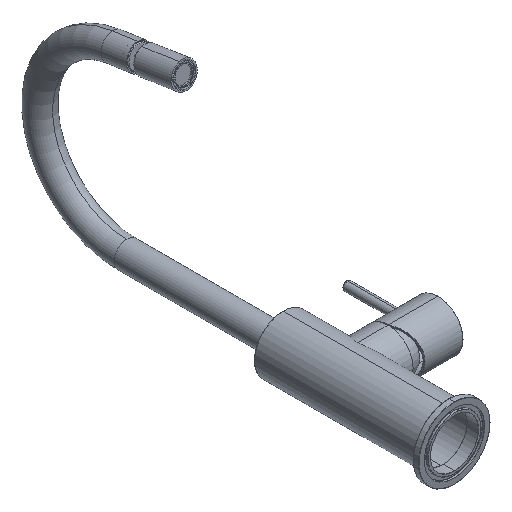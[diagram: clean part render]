
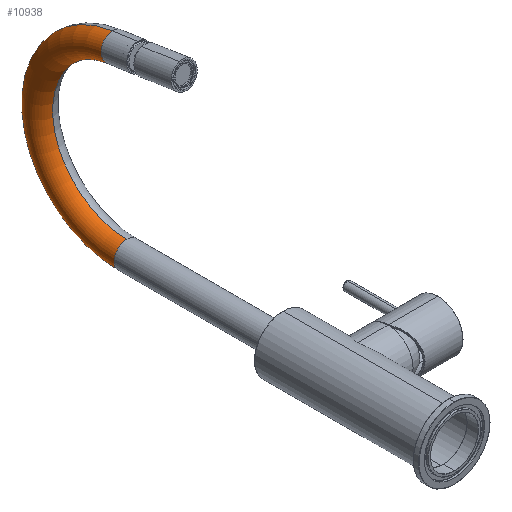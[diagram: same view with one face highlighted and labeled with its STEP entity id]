
A CAD part, isometric view. The second image highlights one B-rep face of the part: STEP entity #10938.
In plain terms, the highlighted toroidal (fillet/blend) face has major radius 61 mm and minor radius 9 mm.
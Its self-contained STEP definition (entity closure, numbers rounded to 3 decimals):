
#22 = EDGE_CURVE ( 'NONE', #12157, #3634, #8082, .T. ) ;
#343 = CIRCLE ( 'NONE', #8124, 52. ) ;
#368 = VERTEX_POINT ( 'NONE', #5411 ) ;
#471 = CARTESIAN_POINT ( 'NONE',  ( -61., 110., 0. ) ) ;
#812 = VERTEX_POINT ( 'NONE', #6741 ) ;
#1655 = DIRECTION ( 'NONE',  ( -0.147, -0.989, 0. ) ) ;
#1795 = CARTESIAN_POINT ( 'NONE',  ( 9., 110., 0. ) ) ;
#1994 = ORIENTED_EDGE ( 'NONE', *, *, #8774, .T. ) ;
#2005 = DIRECTION ( 'NONE',  ( -1., 0., 0. ) ) ;
#2126 = AXIS2_PLACEMENT_3D ( 'NONE', #471, #5353, #10175 ) ;
#2253 = CARTESIAN_POINT ( 'NONE',  ( 0., 110., 0. ) ) ;
#2565 = CIRCLE ( 'NONE', #4374, 9. ) ;
#2882 = CIRCLE ( 'NONE', #7870, 9. ) ;
#3200 = DIRECTION ( 'NONE',  ( 0., 0., 1. ) ) ;
#3479 = AXIS2_PLACEMENT_3D ( 'NONE', #11495, #5802, #11621 ) ;
#3634 = VERTEX_POINT ( 'NONE', #5186 ) ;
#3675 = CARTESIAN_POINT ( 'NONE',  ( -61., 110., 0. ) ) ;
#3737 = DIRECTION ( 'NONE',  ( -1., 0., 0. ) ) ;
#3808 = DIRECTION ( 'NONE',  ( 0., 0., -1. ) ) ;
#3899 = ORIENTED_EDGE ( 'NONE', *, *, #4955, .F. ) ;
#4374 = AXIS2_PLACEMENT_3D ( 'NONE', #2253, #9009, #3200 ) ;
#4955 = EDGE_CURVE ( 'NONE', #812, #368, #2882, .T. ) ;
#5186 = CARTESIAN_POINT ( 'NONE',  ( 0., 110., -9. ) ) ;
#5252 = CARTESIAN_POINT ( 'NONE',  ( -9., 110., 0. ) ) ;
#5353 = DIRECTION ( 'NONE',  ( 0., 0., -1. ) ) ;
#5411 = CARTESIAN_POINT ( 'NONE',  ( -112.438, 117.623, 0. ) ) ;
#5802 = DIRECTION ( 'NONE',  ( 0., 1., 0. ) ) ;
#6265 = ORIENTED_EDGE ( 'NONE', *, *, #7133, .T. ) ;
#6741 = CARTESIAN_POINT ( 'NONE',  ( -130.244, 120.262, 0. ) ) ;
#6747 = CIRCLE ( 'NONE', #9358, 70. ) ;
#7133 = EDGE_CURVE ( 'NONE', #3634, #10445, #2565, .T. ) ;
#7397 = ORIENTED_EDGE ( 'NONE', *, *, #11428, .F. ) ;
#7504 = TOROIDAL_SURFACE ( 'NONE', #2126, 61., 9. ) ;
#7546 = DIRECTION ( 'NONE',  ( 0., 0., -1. ) ) ;
#7870 = AXIS2_PLACEMENT_3D ( 'NONE', #10227, #1655, #10170 ) ;
#8082 = CIRCLE ( 'NONE', #3479, 9. ) ;
#8124 = AXIS2_PLACEMENT_3D ( 'NONE', #8318, #3808, #2005 ) ;
#8277 = FACE_OUTER_BOUND ( 'NONE', #10680, .T. ) ;
#8318 = CARTESIAN_POINT ( 'NONE',  ( -61., 110., 0. ) ) ;
#8774 = EDGE_CURVE ( 'NONE', #812, #12157, #6747, .T. ) ;
#9009 = DIRECTION ( 'NONE',  ( 0., 1., 0. ) ) ;
#9358 = AXIS2_PLACEMENT_3D ( 'NONE', #3675, #7546, #3737 ) ;
#10170 = DIRECTION ( 'NONE',  ( 0., 0., 1. ) ) ;
#10175 = DIRECTION ( 'NONE',  ( -1., 0., 0. ) ) ;
#10227 = CARTESIAN_POINT ( 'NONE',  ( -121.341, 118.942, 0. ) ) ;
#10445 = VERTEX_POINT ( 'NONE', #5252 ) ;
#10680 = EDGE_LOOP ( 'NONE', ( #3899, #1994, #11898, #6265, #7397 ) ) ;
#10938 = ADVANCED_FACE ( 'NONE', ( #8277 ), #7504, .T. ) ;
#11428 = EDGE_CURVE ( 'NONE', #368, #10445, #343, .T. ) ;
#11495 = CARTESIAN_POINT ( 'NONE',  ( 0., 110., 0. ) ) ;
#11621 = DIRECTION ( 'NONE',  ( 0., 0., 1. ) ) ;
#11898 = ORIENTED_EDGE ( 'NONE', *, *, #22, .T. ) ;
#12157 = VERTEX_POINT ( 'NONE', #1795 ) ;
